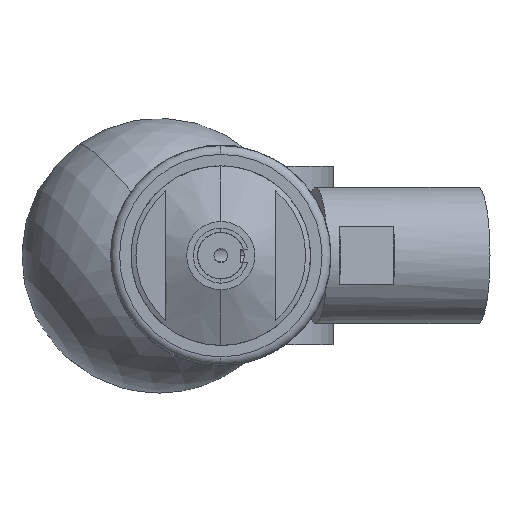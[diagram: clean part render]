
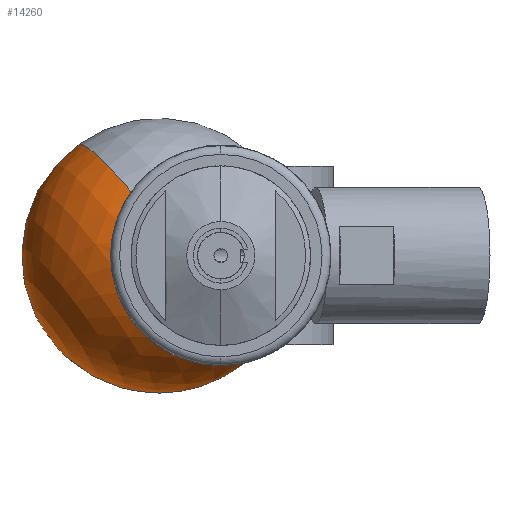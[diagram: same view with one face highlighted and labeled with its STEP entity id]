
A CAD part, left-side view. The second image highlights one B-rep face of the part: STEP entity #14260.
In plain terms, the highlighted spherical face has radius 15.875 mm.
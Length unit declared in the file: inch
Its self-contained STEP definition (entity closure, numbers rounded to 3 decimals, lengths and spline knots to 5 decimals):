
#94 = CIRCLE ( 'NONE', #8347, 0.625 ) ;
#305 = CARTESIAN_POINT ( 'NONE',  ( 6.56993, 0.39068, -0.14627 ) ) ;
#933 = CARTESIAN_POINT ( 'NONE',  ( 7.16742, 0.28004, 0. ) ) ;
#948 = DIRECTION ( 'NONE',  ( 0., -0.59, -0.808 ) ) ;
#983 = CIRCLE ( 'NONE', #2861, 0.625 ) ;
#1910 = DIRECTION ( 'NONE',  ( 0., 0.59, 0.808 ) ) ;
#2492 = DIRECTION ( 'NONE',  ( 0.127, -0.801, 0.585 ) ) ;
#2607 = AXIS2_PLACEMENT_3D ( 'NONE', #13670, #2492, #6990 ) ;
#2861 = AXIS2_PLACEMENT_3D ( 'NONE', #933, #8618, #1910 ) ;
#3078 = AXIS2_PLACEMENT_3D ( 'NONE', #11517, #3696, #10278 ) ;
#3379 = ORIENTED_EDGE ( 'NONE', *, *, #8696, .F. ) ;
#3696 = DIRECTION ( 'NONE',  ( 0.988, 0.156, 0. ) ) ;
#4015 = VERTEX_POINT ( 'NONE', #14392 ) ;
#4545 = CARTESIAN_POINT ( 'NONE',  ( 6.60165, 0.19044, 0. ) ) ;
#4685 = SPHERICAL_SURFACE ( 'NONE', #2607, 0.625 ) ;
#4961 = EDGE_CURVE ( 'NONE', #10632, #5775, #5937, .T. ) ;
#5775 = VERTEX_POINT ( 'NONE', #305 ) ;
#5838 = ORIENTED_EDGE ( 'NONE', *, *, #6173, .T. ) ;
#5937 = CIRCLE ( 'NONE', #13446, 0.25 ) ;
#5968 = FACE_OUTER_BOUND ( 'NONE', #13010, .T. ) ;
#6173 = EDGE_CURVE ( 'NONE', #4015, #10632, #983, .T. ) ;
#6591 = CARTESIAN_POINT ( 'NONE',  ( 6.57877, 0.3349, 0.20274 ) ) ;
#6906 = DIRECTION ( 'NONE',  ( 0.988, 0.156, 0. ) ) ;
#6990 = DIRECTION ( 'NONE',  ( 0.092, -0.578, -0.811 ) ) ;
#7288 = CARTESIAN_POINT ( 'NONE',  ( 6.62453, 0.04597, -0.20274 ) ) ;
#8347 = AXIS2_PLACEMENT_3D ( 'NONE', #13603, #13532, #948 ) ;
#8618 = DIRECTION ( 'NONE',  ( -0.127, 0.801, -0.585 ) ) ;
#8696 = EDGE_CURVE ( 'NONE', #4015, #11258, #94, .T. ) ;
#9211 = CIRCLE ( 'NONE', #3078, 0.25 ) ;
#9225 = EDGE_CURVE ( 'NONE', #5775, #11258, #9211, .T. ) ;
#10278 = DIRECTION ( 'NONE',  ( 0.127, -0.801, 0.585 ) ) ;
#10632 = VERTEX_POINT ( 'NONE', #7288 ) ;
#11154 = ORIENTED_EDGE ( 'NONE', *, *, #9225, .T. ) ;
#11258 = VERTEX_POINT ( 'NONE', #6591 ) ;
#11392 = DIRECTION ( 'NONE',  ( 0.127, -0.801, 0.585 ) ) ;
#11517 = CARTESIAN_POINT ( 'NONE',  ( 6.60165, 0.19044, 0. ) ) ;
#11534 = ORIENTED_EDGE ( 'NONE', *, *, #4961, .T. ) ;
#13010 = EDGE_LOOP ( 'NONE', ( #3379, #5838, #11534, #11154 ) ) ;
#13446 = AXIS2_PLACEMENT_3D ( 'NONE', #4545, #6906, #11392 ) ;
#13532 = DIRECTION ( 'NONE',  ( 0.127, -0.801, 0.585 ) ) ;
#13603 = CARTESIAN_POINT ( 'NONE',  ( 7.16742, 0.28004, 0. ) ) ;
#13670 = CARTESIAN_POINT ( 'NONE',  ( 7.16742, 0.28004, 0. ) ) ;
#14260 = ADVANCED_FACE ( 'NONE', ( #5968 ), #4685, .T. ) ;
#14392 = CARTESIAN_POINT ( 'NONE',  ( 7.78472, 0.37782, 0. ) ) ;
